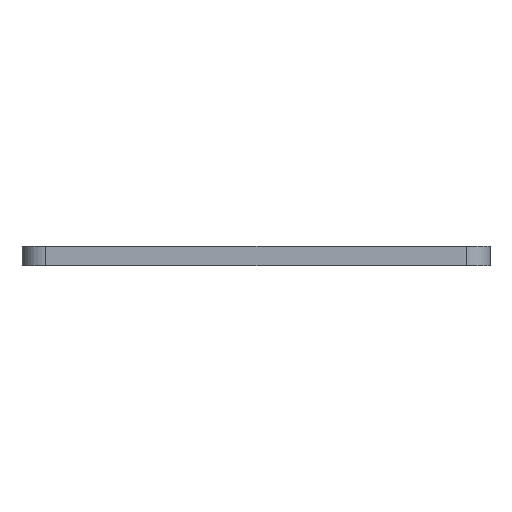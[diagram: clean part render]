
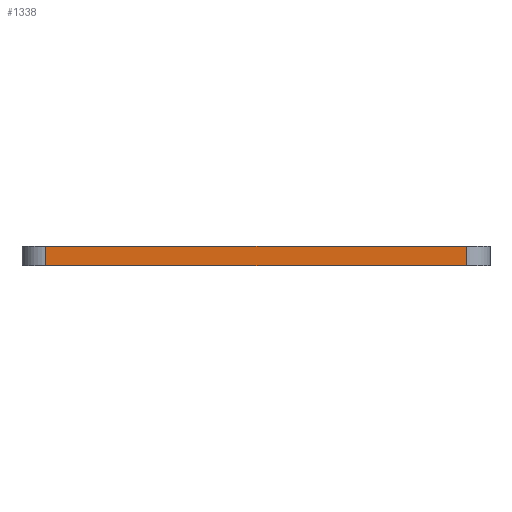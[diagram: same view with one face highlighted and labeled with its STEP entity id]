
A CAD part, left-side view. The second image highlights one B-rep face of the part: STEP entity #1338.
In plain terms, the highlighted planar face has unit normal (-1, 0, 0).
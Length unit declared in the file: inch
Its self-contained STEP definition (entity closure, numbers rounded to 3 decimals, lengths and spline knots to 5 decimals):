
#91=PLANE('',#1525);
#138=FACE_OUTER_BOUND('',#228,.T.);
#228=EDGE_LOOP('',(#1113,#1114,#1115,#1116));
#323=LINE('',#2279,#391);
#329=LINE('',#2307,#397);
#331=LINE('',#2313,#399);
#332=LINE('',#2314,#400);
#391=VECTOR('',#1881,0.3937);
#397=VECTOR('',#1909,0.3937);
#399=VECTOR('',#1915,0.3937);
#400=VECTOR('',#1916,0.3937);
#650=VERTEX_POINT('',#2276);
#651=VERTEX_POINT('',#2278);
#662=VERTEX_POINT('',#2306);
#664=VERTEX_POINT('',#2312);
#827=EDGE_CURVE('',#650,#651,#323,.T.);
#841=EDGE_CURVE('',#651,#662,#329,.T.);
#844=EDGE_CURVE('',#664,#650,#331,.T.);
#845=EDGE_CURVE('',#664,#662,#332,.T.);
#1113=ORIENTED_EDGE('',*,*,#841,.F.);
#1114=ORIENTED_EDGE('',*,*,#827,.F.);
#1115=ORIENTED_EDGE('',*,*,#844,.F.);
#1116=ORIENTED_EDGE('',*,*,#845,.T.);
#1338=ADVANCED_FACE('',(#138),#91,.T.);
#1525=AXIS2_PLACEMENT_3D('',#2311,#1913,#1914);
#1881=DIRECTION('',(0.,1.,0.));
#1909=DIRECTION('',(0.,0.,1.));
#1913=DIRECTION('center_axis',(-1.,0.,0.));
#1914=DIRECTION('ref_axis',(0.,1.,0.));
#1915=DIRECTION('',(0.,0.,-1.));
#1916=DIRECTION('',(0.,1.,0.));
#2276=CARTESIAN_POINT('',(-9.875,-6.625,-0.625));
#2278=CARTESIAN_POINT('',(-9.875,6.625,-0.625));
#2279=CARTESIAN_POINT('',(-9.875,-7.375,-0.625));
#2306=CARTESIAN_POINT('',(-9.875,6.625,0.));
#2307=CARTESIAN_POINT('',(-9.875,6.625,0.));
#2311=CARTESIAN_POINT('Origin',(-9.875,-7.375,0.));
#2312=CARTESIAN_POINT('',(-9.875,-6.625,0.));
#2313=CARTESIAN_POINT('',(-9.875,-6.625,0.));
#2314=CARTESIAN_POINT('',(-9.875,-7.375,0.));
